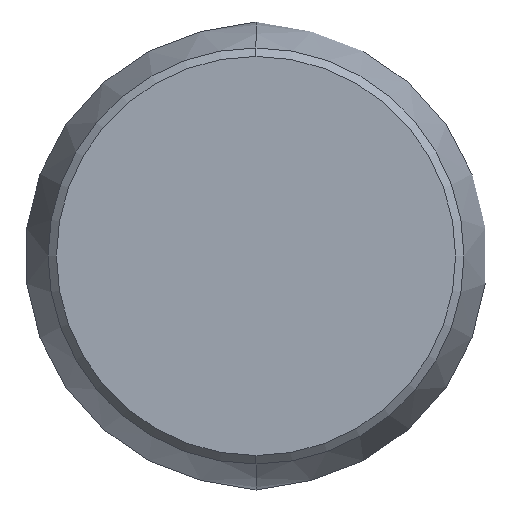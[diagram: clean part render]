
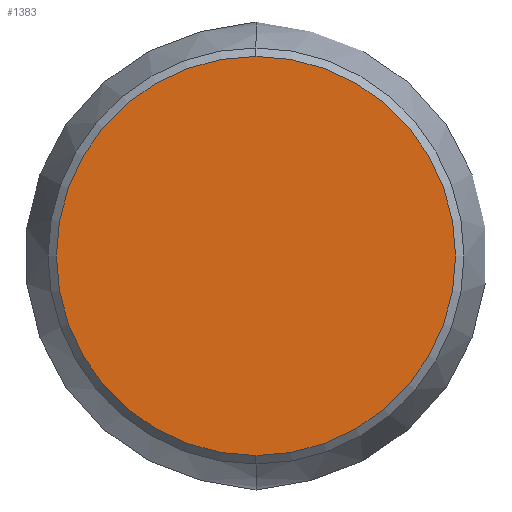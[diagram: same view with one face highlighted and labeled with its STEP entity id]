
A CAD part, left-side view. The second image highlights one B-rep face of the part: STEP entity #1383.
In plain terms, the highlighted planar face has unit normal (-1, 0, 0).
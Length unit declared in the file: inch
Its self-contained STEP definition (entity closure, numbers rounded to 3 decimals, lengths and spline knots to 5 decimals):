
#166 = CARTESIAN_POINT ( 'NONE',  ( 0., 0., 0.02495 ) ) ;
#224 = AXIS2_PLACEMENT_3D ( 'NONE', #1558, #897, #1031 ) ;
#282 = CIRCLE ( 'NONE', #224, 0.02495 ) ;
#319 = AXIS2_PLACEMENT_3D ( 'NONE', #944, #781, #1757 ) ;
#450 = CIRCLE ( 'NONE', #319, 0.02495 ) ;
#714 = AXIS2_PLACEMENT_3D ( 'NONE', #1368, #1370, #1372 ) ;
#725 = ORIENTED_EDGE ( 'NONE', *, *, #1756, .F. ) ;
#781 = DIRECTION ( 'NONE',  ( 1., 0., 0. ) ) ;
#897 = DIRECTION ( 'NONE',  ( 1., 0., 0. ) ) ;
#919 = CARTESIAN_POINT ( 'NONE',  ( 0., 0., -0.02495 ) ) ;
#944 = CARTESIAN_POINT ( 'NONE',  ( 0., 0., 0. ) ) ;
#959 = EDGE_CURVE ( 'NONE', #1832, #998, #450, .T. ) ;
#998 = VERTEX_POINT ( 'NONE', #166 ) ;
#1015 = ORIENTED_EDGE ( 'NONE', *, *, #959, .F. ) ;
#1031 = DIRECTION ( 'NONE',  ( 0., 0., 1. ) ) ;
#1299 = PLANE ( 'NONE',  #714 ) ;
#1368 = CARTESIAN_POINT ( 'NONE',  ( 0., -0.02495, 0. ) ) ;
#1370 = DIRECTION ( 'NONE',  ( 1., 0., 0. ) ) ;
#1372 = DIRECTION ( 'NONE',  ( 0., 0., 1. ) ) ;
#1383 = ADVANCED_FACE ( 'NONE', ( #1500 ), #1299, .F. ) ;
#1500 = FACE_OUTER_BOUND ( 'NONE', #1632, .T. ) ;
#1558 = CARTESIAN_POINT ( 'NONE',  ( 0., 0., 0. ) ) ;
#1632 = EDGE_LOOP ( 'NONE', ( #725, #1015 ) ) ;
#1756 = EDGE_CURVE ( 'NONE', #998, #1832, #282, .T. ) ;
#1757 = DIRECTION ( 'NONE',  ( 0., 0., 1. ) ) ;
#1832 = VERTEX_POINT ( 'NONE', #919 ) ;
